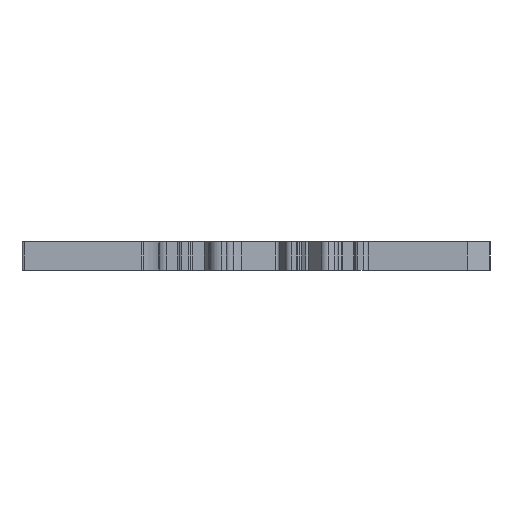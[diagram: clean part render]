
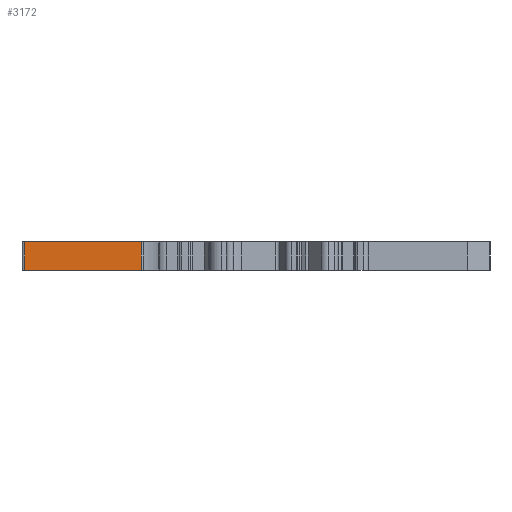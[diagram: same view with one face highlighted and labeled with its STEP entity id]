
A CAD part, front view. The second image highlights one B-rep face of the part: STEP entity #3172.
In plain terms, the highlighted planar face has unit normal (0, -1, 0).
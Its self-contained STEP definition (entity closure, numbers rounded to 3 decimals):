
#734=LINE('',#15615,#1852);
#1015=LINE('',#16357,#2133);
#1637=LINE('',#18760,#2755);
#1852=VECTOR('',#12652,1.);
#2133=VECTOR('',#13107,1.);
#2755=VECTOR('',#14465,1.);
#3172=ADVANCED_FACE('',(#4153),#3708,.F.);
#3708=PLANE('',#12246);
#4153=FACE_OUTER_BOUND('',#4749,.T.);
#4749=EDGE_LOOP('',(#7131,#7132,#7133,#7134));
#7131=ORIENTED_EDGE('',*,*,#11122,.T.);
#7132=ORIENTED_EDGE('',*,*,#9827,.T.);
#7133=ORIENTED_EDGE('',*,*,#11123,.F.);
#7134=ORIENTED_EDGE('',*,*,#10196,.F.);
#8649=VERTEX_POINT('',#15614);
#8650=VERTEX_POINT('',#15616);
#9015=VERTEX_POINT('',#16356);
#9016=VERTEX_POINT('',#16358);
#9827=EDGE_CURVE('',#8650,#8649,#734,.T.);
#10196=EDGE_CURVE('',#9015,#9016,#1015,.T.);
#11122=EDGE_CURVE('',#9015,#8650,#11658,.T.);
#11123=EDGE_CURVE('',#9016,#8649,#1637,.T.);
#11658=B_SPLINE_CURVE_WITH_KNOTS('',3,(#18755,#18756,#18757,#18758),.UNSPECIFIED.,
 .F.,.F.,(4,4),(0.,1.),.UNSPECIFIED.);
#12246=AXIS2_PLACEMENT_3D('',#18761,#14466,#14467);
#12652=DIRECTION('',(1.,0.,0.));
#13107=DIRECTION('',(1.,0.,0.));
#14465=DIRECTION('',(0.,0.,-1.));
#14466=DIRECTION('',(0.,1.,0.));
#14467=DIRECTION('',(-1.,0.,0.));
#15614=CARTESIAN_POINT('',(22.848,17.35,0.));
#15615=CARTESIAN_POINT('',(1.694,17.35,0.));
#15616=CARTESIAN_POINT('',(1.697,17.35,0.));
#16356=CARTESIAN_POINT('',(1.697,17.35,5.08));
#16357=CARTESIAN_POINT('',(1.694,17.35,5.08));
#16358=CARTESIAN_POINT('',(22.85,17.35,5.08));
#18755=CARTESIAN_POINT('',(1.697,17.35,5.08));
#18756=CARTESIAN_POINT('',(1.697,17.35,3.387));
#18757=CARTESIAN_POINT('',(1.697,17.35,1.693));
#18758=CARTESIAN_POINT('',(1.697,17.35,0.));
#18760=CARTESIAN_POINT('',(22.85,17.35,0.58));
#18761=CARTESIAN_POINT('',(1.694,17.35,5.08));
